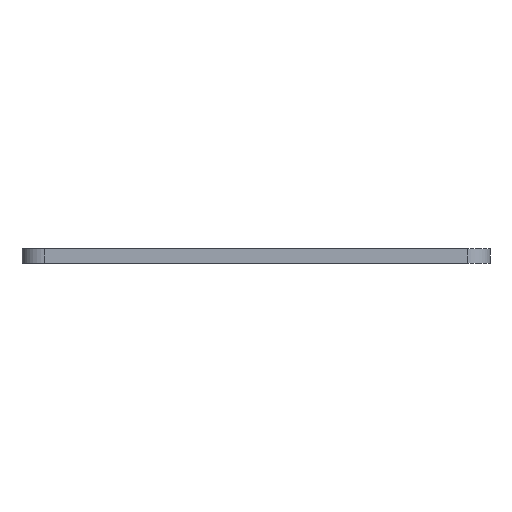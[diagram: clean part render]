
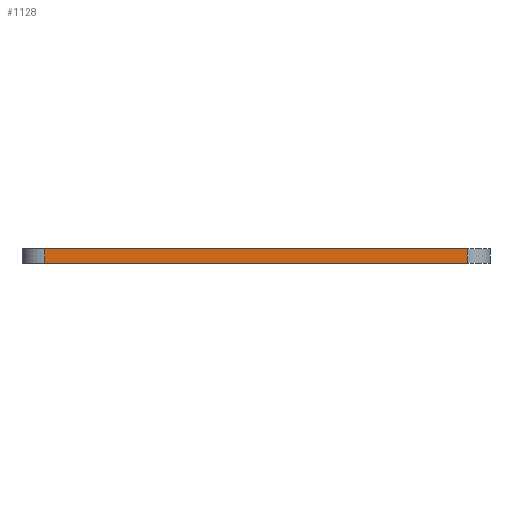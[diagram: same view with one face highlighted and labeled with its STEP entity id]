
A CAD part, front view. The second image highlights one B-rep face of the part: STEP entity #1128.
In plain terms, the highlighted planar face has unit normal (0, -1, 0).
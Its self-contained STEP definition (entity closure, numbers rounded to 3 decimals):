
#78 = DIRECTION ( 'NONE',  ( 0., 0., 1. ) ) ;
#99 = VERTEX_POINT ( 'NONE', #1208 ) ;
#182 = LINE ( 'NONE', #729, #221 ) ;
#212 = DIRECTION ( 'NONE',  ( 0., 0., 1. ) ) ;
#221 = VECTOR ( 'NONE', #405, 1000. ) ;
#321 = CARTESIAN_POINT ( 'NONE',  ( -226.45, 473.042, 3.175 ) ) ;
#328 = DIRECTION ( 'NONE',  ( 0., 0., -1. ) ) ;
#405 = DIRECTION ( 'NONE',  ( 1., 0., 0. ) ) ;
#447 = ORIENTED_EDGE ( 'NONE', *, *, #1131, .T. ) ;
#460 = FACE_OUTER_BOUND ( 'NONE', #1357, .T. ) ;
#561 = DIRECTION ( 'NONE',  ( 0., 1., 0. ) ) ;
#603 = CARTESIAN_POINT ( 'NONE',  ( -226.45, 473.042, 0. ) ) ;
#614 = ORIENTED_EDGE ( 'NONE', *, *, #973, .F. ) ;
#617 = AXIS2_PLACEMENT_3D ( 'NONE', #321, #561, #212 ) ;
#625 = VERTEX_POINT ( 'NONE', #1020 ) ;
#729 = CARTESIAN_POINT ( 'NONE',  ( -226.45, 473.042, 3.175 ) ) ;
#734 = VECTOR ( 'NONE', #328, 1000. ) ;
#744 = CARTESIAN_POINT ( 'NONE',  ( -125., 473.042, 0. ) ) ;
#924 = VERTEX_POINT ( 'NONE', #953 ) ;
#932 = LINE ( 'NONE', #603, #1404 ) ;
#947 = LINE ( 'NONE', #956, #1037 ) ;
#953 = CARTESIAN_POINT ( 'NONE',  ( -218.867, 473.042, 0. ) ) ;
#956 = CARTESIAN_POINT ( 'NONE',  ( -125., 473.042, 3.175 ) ) ;
#973 = EDGE_CURVE ( 'NONE', #99, #625, #182, .T. ) ;
#975 = PLANE ( 'NONE',  #617 ) ;
#994 = EDGE_CURVE ( 'NONE', #1025, #625, #947, .T. ) ;
#1000 = LINE ( 'NONE', #1420, #734 ) ;
#1020 = CARTESIAN_POINT ( 'NONE',  ( -125., 473.042, 3.175 ) ) ;
#1025 = VERTEX_POINT ( 'NONE', #744 ) ;
#1037 = VECTOR ( 'NONE', #78, 1000. ) ;
#1069 = DIRECTION ( 'NONE',  ( 1., 0., 0. ) ) ;
#1115 = ORIENTED_EDGE ( 'NONE', *, *, #994, .T. ) ;
#1122 = ORIENTED_EDGE ( 'NONE', *, *, #1342, .T. ) ;
#1128 = ADVANCED_FACE ( 'NONE', ( #460 ), #975, .F. ) ;
#1131 = EDGE_CURVE ( 'NONE', #99, #924, #1000, .T. ) ;
#1208 = CARTESIAN_POINT ( 'NONE',  ( -218.867, 473.042, 3.175 ) ) ;
#1342 = EDGE_CURVE ( 'NONE', #924, #1025, #932, .T. ) ;
#1357 = EDGE_LOOP ( 'NONE', ( #614, #447, #1122, #1115 ) ) ;
#1404 = VECTOR ( 'NONE', #1069, 1000. ) ;
#1420 = CARTESIAN_POINT ( 'NONE',  ( -218.867, 473.042, 3.175 ) ) ;
